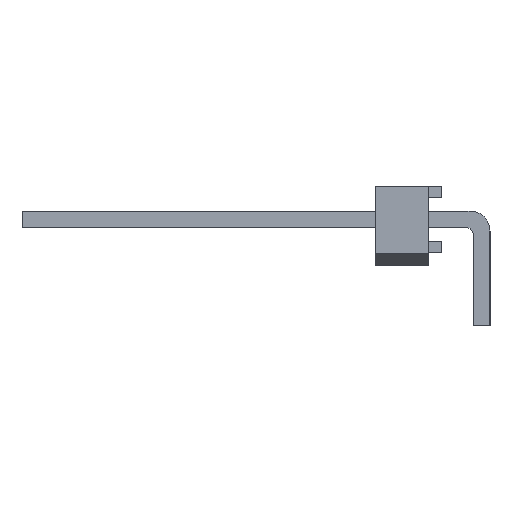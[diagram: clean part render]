
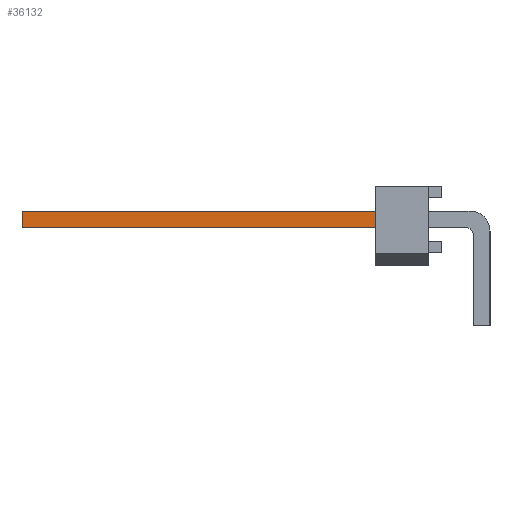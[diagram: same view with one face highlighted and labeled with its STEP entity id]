
A CAD part, left-side view. The second image highlights one B-rep face of the part: STEP entity #36132.
In plain terms, the highlighted face is planar.
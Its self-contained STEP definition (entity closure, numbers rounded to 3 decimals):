
#34619 = VERTEX_POINT('',#34620);
#34620 = CARTESIAN_POINT('',(29.528,17.526,-0.318));
#34626 = EDGE_CURVE('',#34627,#34619,#34629,.T.);
#34627 = VERTEX_POINT('',#34628);
#34628 = CARTESIAN_POINT('',(29.528,2.921,-0.318));
#34629 = LINE('',#34630,#34631);
#34630 = CARTESIAN_POINT('',(29.528,0.445,-0.318));
#34631 = VECTOR('',#34632,1.);
#34632 = DIRECTION('',(0.,1.,0.));
#35579 = VERTEX_POINT('',#35580);
#35580 = CARTESIAN_POINT('',(29.528,2.921,0.318));
#35586 = EDGE_CURVE('',#35587,#35579,#35589,.T.);
#35587 = VERTEX_POINT('',#35588);
#35588 = CARTESIAN_POINT('',(29.528,17.526,0.318));
#35589 = LINE('',#35590,#35591);
#35590 = CARTESIAN_POINT('',(29.528,17.526,0.318));
#35591 = VECTOR('',#35592,1.);
#35592 = DIRECTION('',(0.,-1.,0.));
#36121 = EDGE_CURVE('',#34619,#35587,#36122,.T.);
#36122 = LINE('',#36123,#36124);
#36123 = CARTESIAN_POINT('',(29.528,17.526,-0.318));
#36124 = VECTOR('',#36125,1.);
#36125 = DIRECTION('',(0.,0.,1.));
#36132 = ADVANCED_FACE('',(#36133),#36144,.T.);
#36133 = FACE_BOUND('',#36134,.T.);
#36134 = EDGE_LOOP('',(#36135,#36136,#36142,#36143));
#36135 = ORIENTED_EDGE('',*,*,#35586,.T.);
#36136 = ORIENTED_EDGE('',*,*,#36137,.T.);
#36137 = EDGE_CURVE('',#35579,#34627,#36138,.T.);
#36138 = LINE('',#36139,#36140);
#36139 = CARTESIAN_POINT('',(29.528,2.921,0.445));
#36140 = VECTOR('',#36141,1.);
#36141 = DIRECTION('',(0.,0.,-1.));
#36142 = ORIENTED_EDGE('',*,*,#34626,.T.);
#36143 = ORIENTED_EDGE('',*,*,#36121,.T.);
#36144 = PLANE('',#36145);
#36145 = AXIS2_PLACEMENT_3D('',#36146,#36147,#36148);
#36146 = CARTESIAN_POINT('',(29.528,0.445,0.445));
#36147 = DIRECTION('',(1.,0.,0.));
#36148 = DIRECTION('',(0.,0.,-1.));
